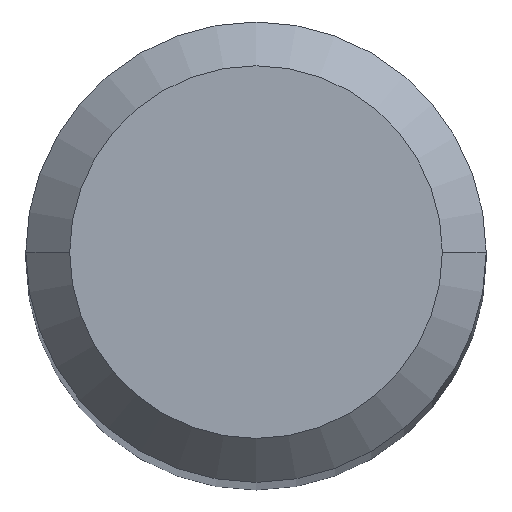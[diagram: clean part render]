
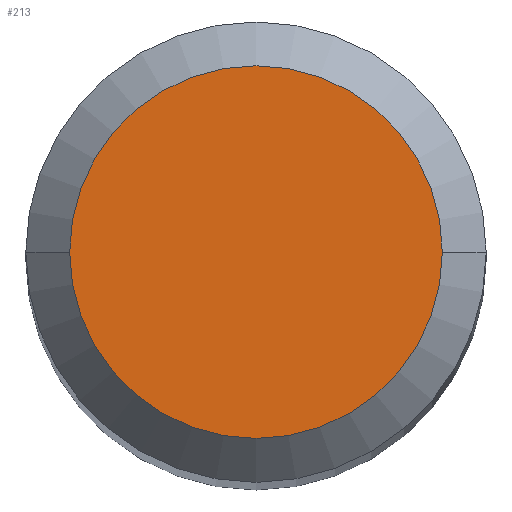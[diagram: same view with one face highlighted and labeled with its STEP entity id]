
A CAD part, top view. The second image highlights one B-rep face of the part: STEP entity #213.
In plain terms, the highlighted planar face has unit normal (0, 0, 1).
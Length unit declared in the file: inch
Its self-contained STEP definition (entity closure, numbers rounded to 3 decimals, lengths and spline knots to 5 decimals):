
#3 = DIRECTION ( 'NONE',  ( 0., 0., 1. ) ) ;
#4 = CIRCLE ( 'NONE', #163, 0.06374 ) ;
#6 = ORIENTED_EDGE ( 'NONE', *, *, #99, .T. ) ;
#8 = ORIENTED_EDGE ( 'NONE', *, *, #298, .T. ) ;
#17 = DIRECTION ( 'NONE',  ( 0., 0., 1. ) ) ;
#52 = VERTEX_POINT ( 'NONE', #171 ) ;
#99 = EDGE_CURVE ( 'NONE', #52, #240, #4, .T. ) ;
#111 = CIRCLE ( 'NONE', #184, 0.06374 ) ;
#113 = CARTESIAN_POINT ( 'NONE',  ( 0., 0., 1.9685 ) ) ;
#114 = EDGE_LOOP ( 'NONE', ( #6, #8 ) ) ;
#159 = CARTESIAN_POINT ( 'NONE',  ( 0.06374, 0., 1.9685 ) ) ;
#163 = AXIS2_PLACEMENT_3D ( 'NONE', #172, #17, #274 ) ;
#171 = CARTESIAN_POINT ( 'NONE',  ( -0.06374, 0., 1.9685 ) ) ;
#172 = CARTESIAN_POINT ( 'NONE',  ( 0., 0., 1.9685 ) ) ;
#184 = AXIS2_PLACEMENT_3D ( 'NONE', #113, #186, #216 ) ;
#186 = DIRECTION ( 'NONE',  ( 0., 0., 1. ) ) ;
#199 = CARTESIAN_POINT ( 'NONE',  ( 0., 0., 1.9685 ) ) ;
#213 = ADVANCED_FACE ( 'NONE', ( #303 ), #302, .T. ) ;
#216 = DIRECTION ( 'NONE',  ( 1., 0., 0. ) ) ;
#240 = VERTEX_POINT ( 'NONE', #159 ) ;
#274 = DIRECTION ( 'NONE',  ( 1., 0., 0. ) ) ;
#298 = EDGE_CURVE ( 'NONE', #240, #52, #111, .T. ) ;
#299 = AXIS2_PLACEMENT_3D ( 'NONE', #199, #3, #301 ) ;
#301 = DIRECTION ( 'NONE',  ( 1., 0., 0. ) ) ;
#302 = PLANE ( 'NONE',  #299 ) ;
#303 = FACE_OUTER_BOUND ( 'NONE', #114, .T. ) ;
